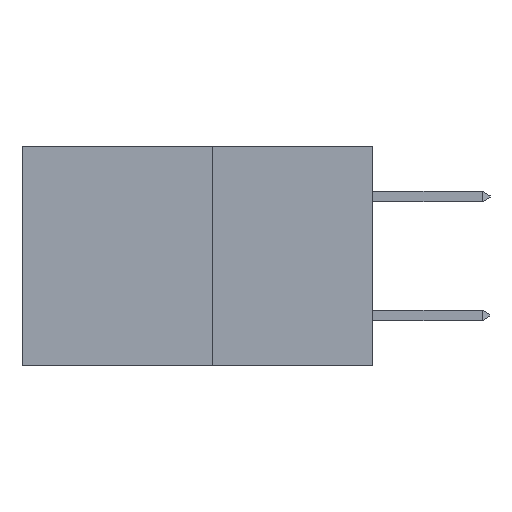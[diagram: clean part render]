
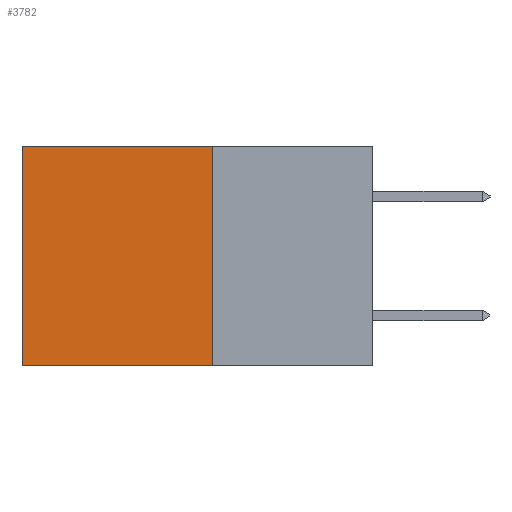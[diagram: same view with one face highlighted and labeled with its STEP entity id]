
A CAD part, left-side view. The second image highlights one B-rep face of the part: STEP entity #3782.
In plain terms, the highlighted planar face has unit normal (-1, 0, 0).
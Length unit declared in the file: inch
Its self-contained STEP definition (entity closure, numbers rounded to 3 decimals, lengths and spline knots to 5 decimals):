
#398 = LINE ( 'NONE', #2615, #10636 ) ;
#647 = EDGE_CURVE ( 'NONE', #1974, #10939, #6080, .T. ) ;
#702 = EDGE_CURVE ( 'NONE', #830, #10939, #5182, .T. ) ;
#830 = VERTEX_POINT ( 'NONE', #9010 ) ;
#1965 = VECTOR ( 'NONE', #9366, 39.37008 ) ;
#1974 = VERTEX_POINT ( 'NONE', #7931 ) ;
#2615 = CARTESIAN_POINT ( 'NONE',  ( 0.277, 0.27, -0.37 ) ) ;
#2816 = ORIENTED_EDGE ( 'NONE', *, *, #10393, .F. ) ;
#3324 = ORIENTED_EDGE ( 'NONE', *, *, #6428, .T. ) ;
#3782 = ADVANCED_FACE ( 'NONE', ( #11234 ), #5312, .F. ) ;
#3866 = CARTESIAN_POINT ( 'NONE',  ( 0.277, 0.27, 0. ) ) ;
#4555 = DIRECTION ( 'NONE',  ( 0., 1., 0. ) ) ;
#4574 = VECTOR ( 'NONE', #8308, 39.37008 ) ;
#5182 = LINE ( 'NONE', #11582, #1965 ) ;
#5287 = DIRECTION ( 'NONE',  ( 0., 0., -1. ) ) ;
#5296 = DIRECTION ( 'NONE',  ( 1., 0., 0. ) ) ;
#5312 = PLANE ( 'NONE',  #9170 ) ;
#5354 = CARTESIAN_POINT ( 'NONE',  ( 0.277, 0.27, -0.37 ) ) ;
#6080 = LINE ( 'NONE', #11652, #10707 ) ;
#6257 = ORIENTED_EDGE ( 'NONE', *, *, #647, .F. ) ;
#6428 = EDGE_CURVE ( 'NONE', #8581, #830, #7134, .T. ) ;
#7134 = LINE ( 'NONE', #11027, #4574 ) ;
#7370 = CARTESIAN_POINT ( 'NONE',  ( 0.277, 0.59, -0.37 ) ) ;
#7737 = ORIENTED_EDGE ( 'NONE', *, *, #702, .T. ) ;
#7931 = CARTESIAN_POINT ( 'NONE',  ( 0.277, 0.27, -0.37 ) ) ;
#8308 = DIRECTION ( 'NONE',  ( 0., 1., 0. ) ) ;
#8581 = VERTEX_POINT ( 'NONE', #3866 ) ;
#9010 = CARTESIAN_POINT ( 'NONE',  ( 0.277, 0.59, 0. ) ) ;
#9170 = AXIS2_PLACEMENT_3D ( 'NONE', #5354, #5296, #5287 ) ;
#9366 = DIRECTION ( 'NONE',  ( 0., 0., -1. ) ) ;
#10393 = EDGE_CURVE ( 'NONE', #8581, #1974, #398, .T. ) ;
#10399 = DIRECTION ( 'NONE',  ( 0., 0., -1. ) ) ;
#10636 = VECTOR ( 'NONE', #10399, 39.37008 ) ;
#10707 = VECTOR ( 'NONE', #4555, 39.37008 ) ;
#10939 = VERTEX_POINT ( 'NONE', #7370 ) ;
#11027 = CARTESIAN_POINT ( 'NONE',  ( 0.277, 0.27, 0. ) ) ;
#11234 = FACE_OUTER_BOUND ( 'NONE', #11409, .T. ) ;
#11409 = EDGE_LOOP ( 'NONE', ( #7737, #6257, #2816, #3324 ) ) ;
#11582 = CARTESIAN_POINT ( 'NONE',  ( 0.277, 0.59, -0.37 ) ) ;
#11652 = CARTESIAN_POINT ( 'NONE',  ( 0.277, 0.27, -0.37 ) ) ;
